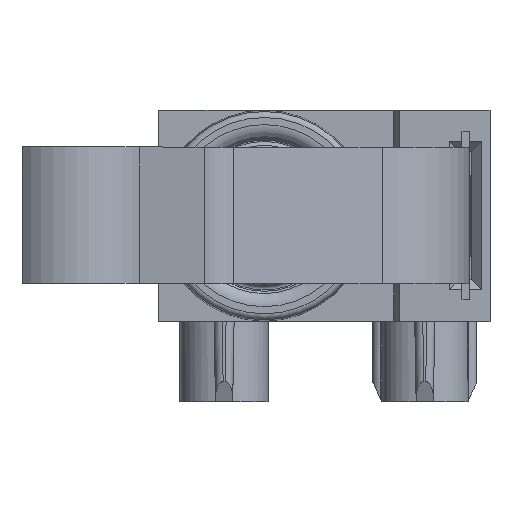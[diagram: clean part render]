
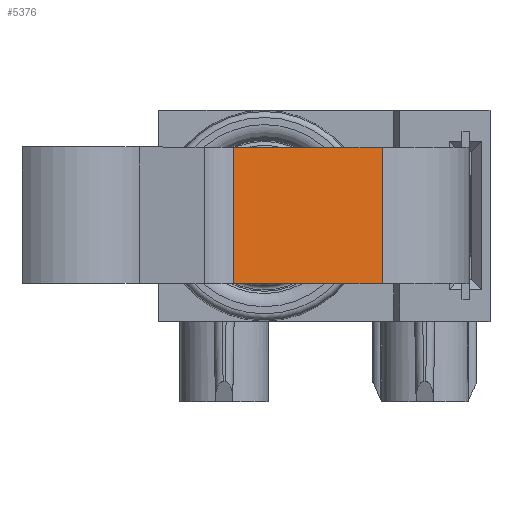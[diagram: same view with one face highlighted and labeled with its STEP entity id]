
A CAD part, top view. The second image highlights one B-rep face of the part: STEP entity #5376.
In plain terms, the highlighted planar face has unit normal (0.152, 0, 0.988).
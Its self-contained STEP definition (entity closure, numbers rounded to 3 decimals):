
#297=PLANE('',#5840);
#587=FACE_OUTER_BOUND('',#908,.T.);
#908=EDGE_LOOP('',(#4981,#4982,#4983,#4984));
#1510=LINE('',#8911,#2116);
#1511=LINE('',#8915,#2117);
#1512=LINE('',#8917,#2118);
#1513=LINE('',#8918,#2119);
#2116=VECTOR('',#7300,10.);
#2117=VECTOR('',#7305,10.);
#2118=VECTOR('',#7306,10.);
#2119=VECTOR('',#7307,10.);
#2747=VERTEX_POINT('',#8908);
#2748=VERTEX_POINT('',#8910);
#2749=VERTEX_POINT('',#8914);
#2750=VERTEX_POINT('',#8916);
#3496=EDGE_CURVE('',#2747,#2748,#1510,.T.);
#3498=EDGE_CURVE('',#2749,#2747,#1511,.T.);
#3499=EDGE_CURVE('',#2750,#2749,#1512,.T.);
#3500=EDGE_CURVE('',#2748,#2750,#1513,.T.);
#4981=ORIENTED_EDGE('',*,*,#3498,.F.);
#4982=ORIENTED_EDGE('',*,*,#3499,.F.);
#4983=ORIENTED_EDGE('',*,*,#3500,.F.);
#4984=ORIENTED_EDGE('',*,*,#3496,.F.);
#5376=ADVANCED_FACE('',(#587),#297,.T.);
#5840=AXIS2_PLACEMENT_3D('',#8913,#7303,#7304);
#7300=DIRECTION('',(0.988,0.,-0.152));
#7303=DIRECTION('center_axis',(0.152,0.,0.988));
#7304=DIRECTION('ref_axis',(-0.988,0.,0.152));
#7305=DIRECTION('',(0.,1.,0.));
#7306=DIRECTION('',(-0.988,0.,0.152));
#7307=DIRECTION('',(0.,-1.,0.));
#8908=CARTESIAN_POINT('',(-2.265,1.7,11.706));
#8910=CARTESIAN_POINT('',(1.437,1.7,11.137));
#8911=CARTESIAN_POINT('',(1.437,1.7,11.137));
#8913=CARTESIAN_POINT('Origin',(1.437,0.,11.137));
#8914=CARTESIAN_POINT('',(-2.265,-1.7,11.706));
#8915=CARTESIAN_POINT('',(-2.265,0.,11.706));
#8916=CARTESIAN_POINT('',(1.437,-1.7,11.137));
#8917=CARTESIAN_POINT('',(1.437,-1.7,11.137));
#8918=CARTESIAN_POINT('',(1.437,0.,11.137));
